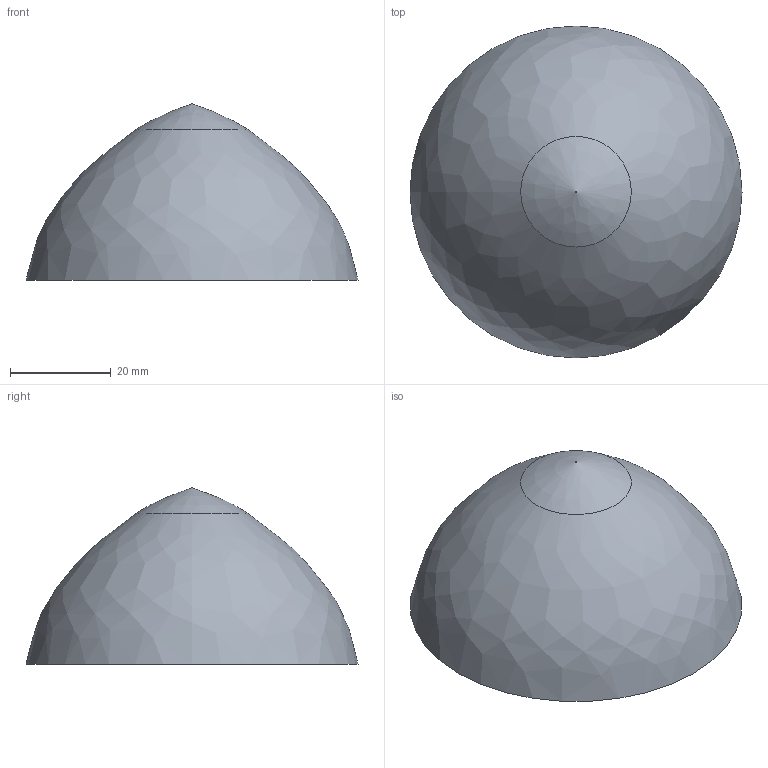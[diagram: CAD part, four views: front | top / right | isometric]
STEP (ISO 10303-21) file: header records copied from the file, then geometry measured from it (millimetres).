
FILE_DESCRIPTION(('STEP AP242'), '1');
FILE_NAME('Cap', '', ('UNSPECIFIED'), ('UNSPECIFIED'), 'C3D Converter', 'C3D Toolkit', '');
FILE_SCHEMA(('AP242_MANAGED_MODEL_BASED_3D_ENGINEERING_MIM_LF { 1 0 10303 442 1 1 4 }'));
Length unit declared in the file: millimetre
Bounding box: 66 x 66 x 35 mm (x, y, z)
Volume: 57404.6 mm3; surface area: 14014.5 mm2
Topology: 1 solids, 1 shells, 903 faces, 2169 edges, 1446 vertices
Faces by surface type: plane 898, cylinder 3, bspline 1, revolution 1
Full cylindrical faces by diameter (mm): 46 x1
Entity records: 33315 total; most frequent: CARTESIAN_POINT 4904, ORIENTED_EDGE 4332, DIRECTION 3989, EDGE_CURVE 2166, LINE 2148, VECTOR 2148, VERTEX_POINT 1446, EDGE_LOOP 1084
